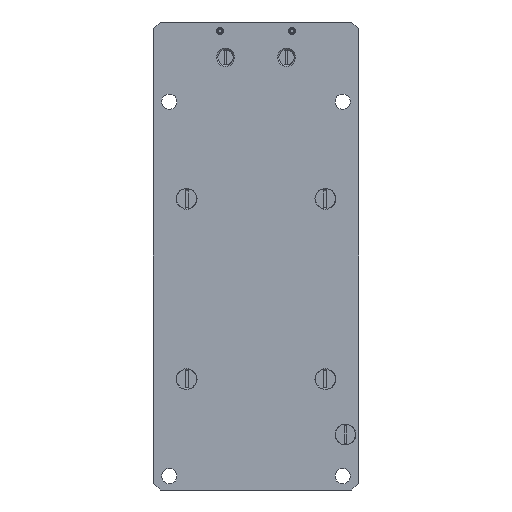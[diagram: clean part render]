
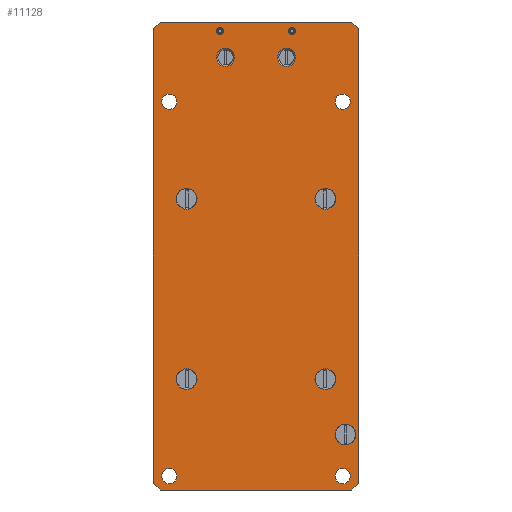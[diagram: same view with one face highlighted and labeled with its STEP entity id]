
A CAD part, front view. The second image highlights one B-rep face of the part: STEP entity #11128.
In plain terms, the highlighted planar face has unit normal (0, -1, 0).
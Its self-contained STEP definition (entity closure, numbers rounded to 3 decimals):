
#11128=ADVANCED_FACE('',(#64497,#64499,#64501,#64503,#64505,#64507,#64509,#64511,
#64513,#64515,#64517,#64519,#64521,#64523),#64525,.F.);
#64497=FACE_BOUND('',#64498,.T.);
#64498=EDGE_LOOP('',(#105708,#105709,#105710,#105711,#105712,#105713,#105714,#105715));
#64499=FACE_BOUND('',#64500,.T.);
#64500=EDGE_LOOP('',(#105716));
#64501=FACE_BOUND('',#64502,.T.);
#64502=EDGE_LOOP('',(#105717));
#64503=FACE_BOUND('',#64504,.T.);
#64504=EDGE_LOOP('',(#105718));
#64505=FACE_BOUND('',#64506,.T.);
#64506=EDGE_LOOP('',(#105719));
#64507=FACE_BOUND('',#64508,.T.);
#64508=EDGE_LOOP('',(#105720));
#64509=FACE_BOUND('',#64510,.T.);
#64510=EDGE_LOOP('',(#105721));
#64511=FACE_BOUND('',#64512,.T.);
#64512=EDGE_LOOP('',(#105722));
#64513=FACE_BOUND('',#64514,.T.);
#64514=EDGE_LOOP('',(#105723));
#64515=FACE_BOUND('',#64516,.T.);
#64516=EDGE_LOOP('',(#105724));
#64517=FACE_BOUND('',#64518,.T.);
#64518=EDGE_LOOP('',(#105725));
#64519=FACE_BOUND('',#64520,.T.);
#64520=EDGE_LOOP('',(#105726));
#64521=FACE_BOUND('',#64522,.T.);
#64522=EDGE_LOOP('',(#105727));
#64523=FACE_BOUND('',#64524,.T.);
#64524=EDGE_LOOP('',(#105728));
#64525=PLANE('',#64526);
#64526=AXIS2_PLACEMENT_3D('',#64527,#64528,#64529);
#64527=CARTESIAN_POINT('',(0.,0.,0.));
#64528=DIRECTION('',(0.,1.,0.));
#64529=DIRECTION('',(1.,0.,0.));
#105708=ORIENTED_EDGE('',*,*,#137189,.F.);
#105709=ORIENTED_EDGE('',*,*,#137187,.F.);
#105710=ORIENTED_EDGE('',*,*,#137185,.F.);
#105711=ORIENTED_EDGE('',*,*,#137183,.F.);
#105712=ORIENTED_EDGE('',*,*,#137181,.F.);
#105713=ORIENTED_EDGE('',*,*,#137179,.F.);
#105714=ORIENTED_EDGE('',*,*,#137177,.F.);
#105715=ORIENTED_EDGE('',*,*,#137174,.F.);
#105716=ORIENTED_EDGE('',*,*,#137267,.T.);
#105717=ORIENTED_EDGE('',*,*,#137268,.T.);
#105718=ORIENTED_EDGE('',*,*,#137269,.T.);
#105719=ORIENTED_EDGE('',*,*,#137270,.T.);
#105720=ORIENTED_EDGE('',*,*,#137222,.T.);
#105721=ORIENTED_EDGE('',*,*,#137223,.T.);
#105722=ORIENTED_EDGE('',*,*,#137231,.T.);
#105723=ORIENTED_EDGE('',*,*,#137232,.T.);
#105724=ORIENTED_EDGE('',*,*,#137233,.T.);
#105725=ORIENTED_EDGE('',*,*,#137234,.T.);
#105726=ORIENTED_EDGE('',*,*,#137271,.T.);
#105727=ORIENTED_EDGE('',*,*,#137272,.T.);
#105728=ORIENTED_EDGE('',*,*,#137273,.T.);
#137174=EDGE_CURVE('',#155990,#155991,#155992,.T.);
#137177=EDGE_CURVE('',#155991,#155995,#155996,.T.);
#137179=EDGE_CURVE('',#155995,#155998,#155999,.T.);
#137181=EDGE_CURVE('',#155998,#156001,#156002,.T.);
#137183=EDGE_CURVE('',#156001,#156004,#156005,.T.);
#137185=EDGE_CURVE('',#156004,#156007,#156008,.T.);
#137187=EDGE_CURVE('',#156007,#156010,#156011,.T.);
#137189=EDGE_CURVE('',#156010,#155990,#156013,.T.);
#137222=EDGE_CURVE('',#156062,#156062,#156063,.T.);
#137223=EDGE_CURVE('',#156064,#156064,#156065,.T.);
#137231=EDGE_CURVE('',#156080,#156080,#156081,.T.);
#137232=EDGE_CURVE('',#156082,#156082,#156083,.T.);
#137233=EDGE_CURVE('',#156084,#156084,#156085,.T.);
#137234=EDGE_CURVE('',#156086,#156086,#156087,.T.);
#137267=EDGE_CURVE('',#156136,#156136,#156137,.T.);
#137268=EDGE_CURVE('',#156138,#156138,#156139,.T.);
#137269=EDGE_CURVE('',#156140,#156140,#156141,.T.);
#137270=EDGE_CURVE('',#156142,#156142,#156143,.T.);
#137271=EDGE_CURVE('',#156144,#156144,#156145,.T.);
#137272=EDGE_CURVE('',#156146,#156146,#156147,.T.);
#137273=EDGE_CURVE('',#156148,#156148,#156149,.T.);
#155990=VERTEX_POINT('',#191602);
#155991=VERTEX_POINT('',#191603);
#155992=LINE('',#191604,#191605);
#155995=VERTEX_POINT('',#191613);
#155996=LINE('',#191614,#191615);
#155998=VERTEX_POINT('',#191620);
#155999=LINE('',#191621,#191622);
#156001=VERTEX_POINT('',#191627);
#156002=LINE('',#191628,#191629);
#156004=VERTEX_POINT('',#191634);
#156005=LINE('',#191635,#191636);
#156007=VERTEX_POINT('',#191641);
#156008=LINE('',#191642,#191643);
#156010=VERTEX_POINT('',#191648);
#156011=LINE('',#191649,#191650);
#156013=LINE('',#191655,#191656);
#156062=VERTEX_POINT('',#191770);
#156063=CIRCLE('',#191771,2.07);
#156064=VERTEX_POINT('',#191775);
#156065=CIRCLE('',#191776,2.07);
#156080=VERTEX_POINT('',#191815);
#156081=CIRCLE('',#191816,5.5);
#156082=VERTEX_POINT('',#191820);
#156083=CIRCLE('',#191821,5.5);
#156084=VERTEX_POINT('',#191825);
#156085=CIRCLE('',#191826,5.5);
#156086=VERTEX_POINT('',#191830);
#156087=CIRCLE('',#191831,5.5);
#156136=VERTEX_POINT('',#191947);
#156137=CIRCLE('',#191948,7.5);
#156138=VERTEX_POINT('',#191952);
#156139=CIRCLE('',#191953,7.5);
#156140=VERTEX_POINT('',#191957);
#156141=CIRCLE('',#191958,7.5);
#156142=VERTEX_POINT('',#191962);
#156143=CIRCLE('',#191963,6.5);
#156144=VERTEX_POINT('',#191967);
#156145=CIRCLE('',#191968,6.5);
#156146=VERTEX_POINT('',#191972);
#156147=CIRCLE('',#191973,7.5);
#156148=VERTEX_POINT('',#191977);
#156149=CIRCLE('',#191978,7.5);
#191602=CARTESIAN_POINT('',(327.5,0.,-148.));
#191603=CARTESIAN_POINT('',(0.,0.,-148.));
#191604=CARTESIAN_POINT('',(327.5,0.,-148.));
#191605=VECTOR('',#191606,1.);
#191606=DIRECTION('',(-1.,0.,0.));
#191613=CARTESIAN_POINT('',(-5.,0.,-143.));
#191614=CARTESIAN_POINT('',(0.,0.,-148.));
#191615=VECTOR('',#191616,1.);
#191616=DIRECTION('',(-0.707,0.,0.707));
#191620=CARTESIAN_POINT('',(-5.,0.,-5.));
#191621=CARTESIAN_POINT('',(-5.,0.,-143.));
#191622=VECTOR('',#191623,1.);
#191623=DIRECTION('',(0.,0.,1.));
#191627=CARTESIAN_POINT('',(0.,0.,0.));
#191628=CARTESIAN_POINT('',(-5.,0.,-5.));
#191629=VECTOR('',#191630,1.);
#191630=DIRECTION('',(0.707,0.,0.707));
#191634=CARTESIAN_POINT('',(327.5,0.,0.));
#191635=CARTESIAN_POINT('',(0.,0.,0.));
#191636=VECTOR('',#191637,1.);
#191637=DIRECTION('',(1.,0.,0.));
#191641=CARTESIAN_POINT('',(332.5,0.,-5.));
#191642=CARTESIAN_POINT('',(327.5,0.,0.));
#191643=VECTOR('',#191644,1.);
#191644=DIRECTION('',(0.707,0.,-0.707));
#191648=CARTESIAN_POINT('',(332.5,0.,-143.));
#191649=CARTESIAN_POINT('',(332.5,0.,-5.));
#191650=VECTOR('',#191651,1.);
#191651=DIRECTION('',(0.,0.,-1.));
#191655=CARTESIAN_POINT('',(332.5,0.,-143.));
#191656=VECTOR('',#191657,1.);
#191657=DIRECTION('',(-0.707,0.,-0.707));
#191770=CARTESIAN_POINT('',(3.57,0.,-100.));
#191771=AXIS2_PLACEMENT_3D('',#191772,#191773,#191774);
#191772=CARTESIAN_POINT('',(1.5,0.,-100.));
#191773=DIRECTION('',(0.,1.,0.));
#191774=DIRECTION('',(1.,0.,0.));
#191775=CARTESIAN_POINT('',(3.57,0.,-48.));
#191776=AXIS2_PLACEMENT_3D('',#191777,#191778,#191779);
#191777=CARTESIAN_POINT('',(1.5,0.,-48.));
#191778=DIRECTION('',(0.,1.,0.));
#191779=DIRECTION('',(1.,0.,0.));
#191815=CARTESIAN_POINT('',(58.,0.,-136.5));
#191816=AXIS2_PLACEMENT_3D('',#191817,#191818,#191819);
#191817=CARTESIAN_POINT('',(52.5,0.,-136.5));
#191818=DIRECTION('',(0.,1.,0.));
#191819=DIRECTION('',(1.,0.,0.));
#191820=CARTESIAN_POINT('',(328.,0.,-136.5));
#191821=AXIS2_PLACEMENT_3D('',#191822,#191823,#191824);
#191822=CARTESIAN_POINT('',(322.5,0.,-136.5));
#191823=DIRECTION('',(0.,1.,0.));
#191824=DIRECTION('',(1.,0.,0.));
#191825=CARTESIAN_POINT('',(328.,0.,-11.5));
#191826=AXIS2_PLACEMENT_3D('',#191827,#191828,#191829);
#191827=CARTESIAN_POINT('',(322.5,0.,-11.5));
#191828=DIRECTION('',(0.,1.,0.));
#191829=DIRECTION('',(1.,0.,0.));
#191830=CARTESIAN_POINT('',(58.,0.,-11.5));
#191831=AXIS2_PLACEMENT_3D('',#191832,#191833,#191834);
#191832=CARTESIAN_POINT('',(52.5,0.,-11.5));
#191833=DIRECTION('',(0.,1.,0.));
#191834=DIRECTION('',(1.,0.,0.));
#191947=CARTESIAN_POINT('',(300.,0.,-9.5));
#191948=AXIS2_PLACEMENT_3D('',#191949,#191950,#191951);
#191949=CARTESIAN_POINT('',(292.5,0.,-9.5));
#191950=DIRECTION('',(0.,1.,0.));
#191951=DIRECTION('',(1.,0.,0.));
#191952=CARTESIAN_POINT('',(260.,0.,-124.));
#191953=AXIS2_PLACEMENT_3D('',#191954,#191955,#191956);
#191954=CARTESIAN_POINT('',(252.5,0.,-124.));
#191955=DIRECTION('',(0.,1.,0.));
#191956=DIRECTION('',(1.,0.,0.));
#191957=CARTESIAN_POINT('',(130.,0.,-24.));
#191958=AXIS2_PLACEMENT_3D('',#191959,#191960,#191961);
#191959=CARTESIAN_POINT('',(122.5,0.,-24.));
#191960=DIRECTION('',(0.,1.,0.));
#191961=DIRECTION('',(1.,0.,0.));
#191962=CARTESIAN_POINT('',(27.,0.,-96.));
#191963=AXIS2_PLACEMENT_3D('',#191964,#191965,#191966);
#191964=CARTESIAN_POINT('',(20.5,0.,-96.));
#191965=DIRECTION('',(0.,1.,0.));
#191966=DIRECTION('',(1.,0.,0.));
#191967=CARTESIAN_POINT('',(27.,0.,-52.));
#191968=AXIS2_PLACEMENT_3D('',#191969,#191970,#191971);
#191969=CARTESIAN_POINT('',(20.5,0.,-52.));
#191970=DIRECTION('',(0.,1.,0.));
#191971=DIRECTION('',(1.,0.,0.));
#191972=CARTESIAN_POINT('',(130.,0.,-124.));
#191973=AXIS2_PLACEMENT_3D('',#191974,#191975,#191976);
#191974=CARTESIAN_POINT('',(122.5,0.,-124.));
#191975=DIRECTION('',(0.,1.,0.));
#191976=DIRECTION('',(1.,0.,0.));
#191977=CARTESIAN_POINT('',(260.,0.,-24.));
#191978=AXIS2_PLACEMENT_3D('',#191979,#191980,#191981);
#191979=CARTESIAN_POINT('',(252.5,0.,-24.));
#191980=DIRECTION('',(0.,1.,0.));
#191981=DIRECTION('',(1.,0.,0.));
